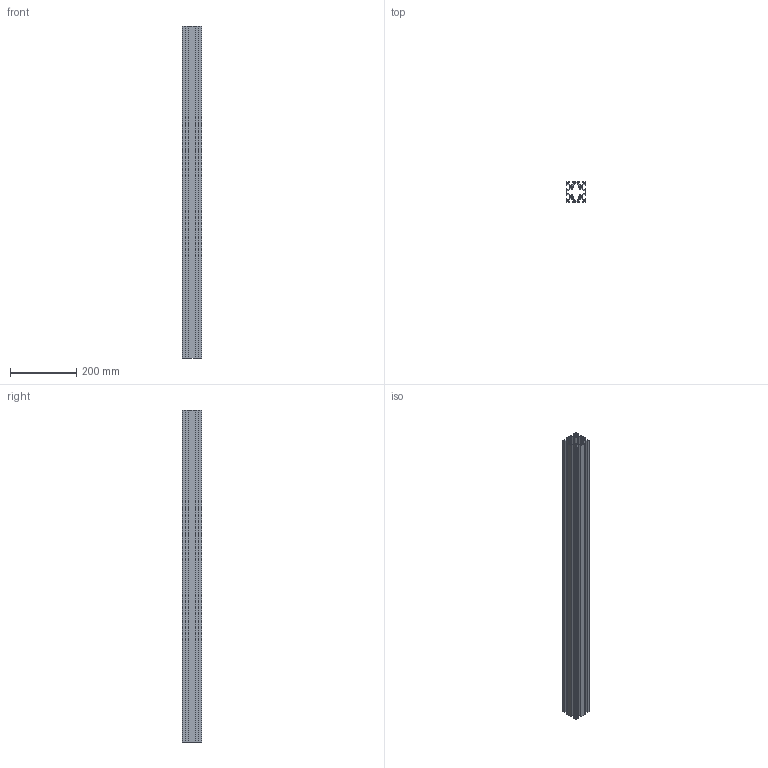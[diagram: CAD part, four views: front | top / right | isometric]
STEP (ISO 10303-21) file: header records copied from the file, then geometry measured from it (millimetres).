
FILE_DESCRIPTION (( 'STEP AP203' ), '1' );
FILE_NAME ('ALF-6060-8L.step', '2024-08-07T10:26:48', ( '' ), ( '' ), 'SwSTEP 2.0', 'SolidWorks 2022', '' );
FILE_SCHEMA (( 'CONFIG_CONTROL_DESIGN' ));
Length unit declared in the file: millimetre
Products named in the file (1): ALF-6060-8L
Bounding box: 60 x 60 x 1000 mm (x, y, z)
Volume: 937198.9 mm3; surface area: 798461.1 mm2
Topology: 1 solids, 1 shells, 274 faces, 816 edges, 544 vertices
Faces by surface type: plane 162, cylinder 112
Entity records: 9337 total; most frequent: CARTESIAN_POINT 1635, ORIENTED_EDGE 1632, DIRECTION 1590, EDGE_CURVE 816, VECTOR 592, LINE 592, VERTEX_POINT 544, AXIS2_PLACEMENT_3D 499
